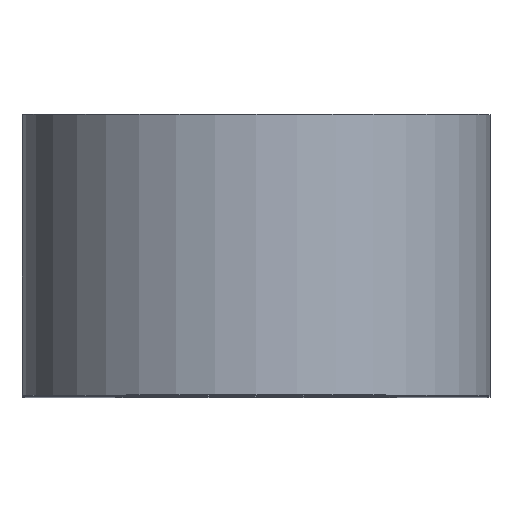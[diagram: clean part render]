
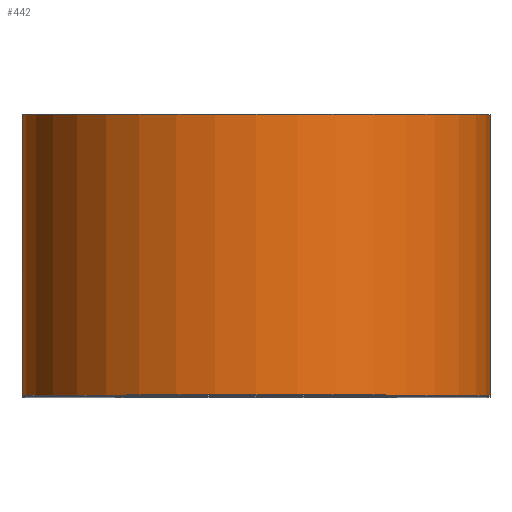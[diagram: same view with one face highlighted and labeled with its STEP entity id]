
A CAD part, top view. The second image highlights one B-rep face of the part: STEP entity #442.
In plain terms, the highlighted cylindrical face has radius 12.5 mm (diameter 25 mm), a partial arc.
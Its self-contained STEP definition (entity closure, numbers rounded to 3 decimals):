
#29=CYLINDRICAL_SURFACE('',#510,12.5);
#38=CIRCLE('',#481,12.5);
#57=CIRCLE('',#511,12.5);
#78=FACE_OUTER_BOUND('',#105,.T.);
#105=EDGE_LOOP('',(#391,#392,#393,#394));
#130=LINE('',#700,#164);
#144=LINE('',#774,#178);
#164=VECTOR('',#556,10.);
#178=VECTOR('',#640,10.);
#196=VERTEX_POINT('',#697);
#197=VERTEX_POINT('',#699);
#202=VERTEX_POINT('',#715);
#222=VERTEX_POINT('',#772);
#245=EDGE_CURVE('',#196,#197,#130,.T.);
#255=EDGE_CURVE('',#196,#202,#38,.T.);
#282=EDGE_CURVE('',#202,#222,#144,.T.);
#283=EDGE_CURVE('',#197,#222,#57,.T.);
#391=ORIENTED_EDGE('',*,*,#255,.T.);
#392=ORIENTED_EDGE('',*,*,#282,.T.);
#393=ORIENTED_EDGE('',*,*,#283,.F.);
#394=ORIENTED_EDGE('',*,*,#245,.F.);
#442=ADVANCED_FACE('',(#78),#29,.T.);
#481=AXIS2_PLACEMENT_3D('',#717,#574,#575);
#510=AXIS2_PLACEMENT_3D('',#775,#641,#642);
#511=AXIS2_PLACEMENT_3D('',#776,#643,#644);
#556=DIRECTION('',(0.,1.,0.));
#574=DIRECTION('center_axis',(0.,1.,0.));
#575=DIRECTION('ref_axis',(-1.,0.,0.));
#640=DIRECTION('',(0.,1.,0.));
#641=DIRECTION('center_axis',(0.,1.,0.));
#642=DIRECTION('ref_axis',(-1.,0.,0.));
#643=DIRECTION('center_axis',(0.,1.,0.));
#644=DIRECTION('ref_axis',(-1.,0.,0.));
#697=CARTESIAN_POINT('',(-12.5,0.,0.));
#699=CARTESIAN_POINT('',(-12.5,15.,0.));
#700=CARTESIAN_POINT('',(-12.5,0.,0.));
#715=CARTESIAN_POINT('',(12.5,0.,0.));
#717=CARTESIAN_POINT('Origin',(0.,0.,0.));
#772=CARTESIAN_POINT('',(12.5,15.,0.));
#774=CARTESIAN_POINT('',(12.5,0.,0.));
#775=CARTESIAN_POINT('Origin',(0.,0.,0.));
#776=CARTESIAN_POINT('Origin',(0.,15.,0.));
